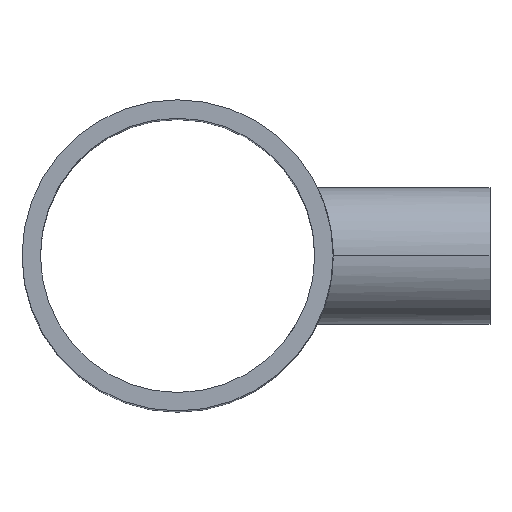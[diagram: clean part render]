
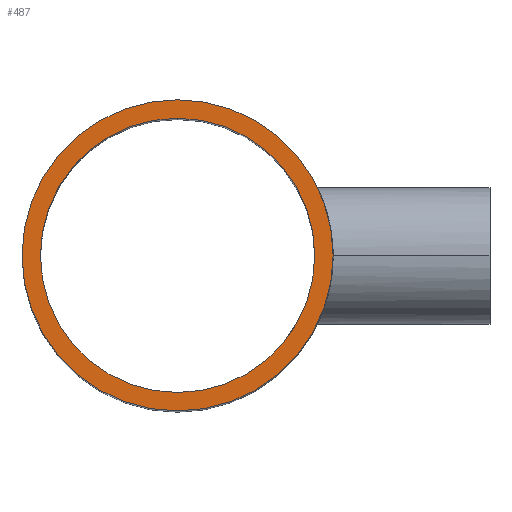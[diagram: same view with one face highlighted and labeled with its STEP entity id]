
A CAD part, top view. The second image highlights one B-rep face of the part: STEP entity #487.
In plain terms, the highlighted planar face has unit normal (0, 0, 1).
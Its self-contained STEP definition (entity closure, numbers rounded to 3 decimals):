
#19 = PLANE ( 'NONE',  #203 ) ;
#35 = DIRECTION ( 'NONE',  ( 1., 0., 0. ) ) ;
#55 = AXIS2_PLACEMENT_3D ( 'NONE', #339, #581, #474 ) ;
#71 = FACE_BOUND ( 'NONE', #492, .T. ) ;
#116 = DIRECTION ( 'NONE',  ( 0., 0., 1. ) ) ;
#125 = DIRECTION ( 'NONE',  ( 1., 0., 0. ) ) ;
#129 = CARTESIAN_POINT ( 'NONE',  ( 0., 0., 295. ) ) ;
#136 = ORIENTED_EDGE ( 'NONE', *, *, #511, .T. ) ;
#137 = DIRECTION ( 'NONE',  ( 0., 0., 1. ) ) ;
#150 = CARTESIAN_POINT ( 'NONE',  ( 125., 0., 295. ) ) ;
#162 = DIRECTION ( 'NONE',  ( 1., 0., 0. ) ) ;
#180 = CARTESIAN_POINT ( 'NONE',  ( 110.2, 0., 295. ) ) ;
#203 = AXIS2_PLACEMENT_3D ( 'NONE', #129, #116, #530 ) ;
#208 = AXIS2_PLACEMENT_3D ( 'NONE', #240, #456, #35 ) ;
#229 = EDGE_CURVE ( 'NONE', #356, #649, #415, .T. ) ;
#237 = DIRECTION ( 'NONE',  ( 0., 0., 1. ) ) ;
#240 = CARTESIAN_POINT ( 'NONE',  ( 0., 0., 295. ) ) ;
#289 = VERTEX_POINT ( 'NONE', #180 ) ;
#301 = AXIS2_PLACEMENT_3D ( 'NONE', #589, #237, #125 ) ;
#337 = ORIENTED_EDGE ( 'NONE', *, *, #354, .F. ) ;
#339 = CARTESIAN_POINT ( 'NONE',  ( 0., 0., 295. ) ) ;
#341 = ORIENTED_EDGE ( 'NONE', *, *, #229, .T. ) ;
#354 = EDGE_CURVE ( 'NONE', #482, #289, #575, .T. ) ;
#356 = VERTEX_POINT ( 'NONE', #361 ) ;
#361 = CARTESIAN_POINT ( 'NONE',  ( -125., 0., 295. ) ) ;
#396 = CARTESIAN_POINT ( 'NONE',  ( 0., 0., 295. ) ) ;
#415 = CIRCLE ( 'NONE', #301, 125. ) ;
#456 = DIRECTION ( 'NONE',  ( 0., 0., 1. ) ) ;
#468 = CIRCLE ( 'NONE', #208, 110.2 ) ;
#474 = DIRECTION ( 'NONE',  ( 1., 0., 0. ) ) ;
#482 = VERTEX_POINT ( 'NONE', #527 ) ;
#487 = ADVANCED_FACE ( 'NONE', ( #579, #71 ), #19, .T. ) ;
#492 = EDGE_LOOP ( 'NONE', ( #337, #661 ) ) ;
#510 = EDGE_LOOP ( 'NONE', ( #341, #136 ) ) ;
#511 = EDGE_CURVE ( 'NONE', #649, #356, #585, .T. ) ;
#527 = CARTESIAN_POINT ( 'NONE',  ( -110.2, 0., 295. ) ) ;
#530 = DIRECTION ( 'NONE',  ( 1., 0., 0. ) ) ;
#569 = EDGE_CURVE ( 'NONE', #289, #482, #468, .T. ) ;
#575 = CIRCLE ( 'NONE', #640, 110.2 ) ;
#579 = FACE_OUTER_BOUND ( 'NONE', #510, .T. ) ;
#581 = DIRECTION ( 'NONE',  ( 0., 0., 1. ) ) ;
#585 = CIRCLE ( 'NONE', #55, 125. ) ;
#589 = CARTESIAN_POINT ( 'NONE',  ( 0., 0., 295. ) ) ;
#640 = AXIS2_PLACEMENT_3D ( 'NONE', #396, #137, #162 ) ;
#649 = VERTEX_POINT ( 'NONE', #150 ) ;
#661 = ORIENTED_EDGE ( 'NONE', *, *, #569, .F. ) ;
